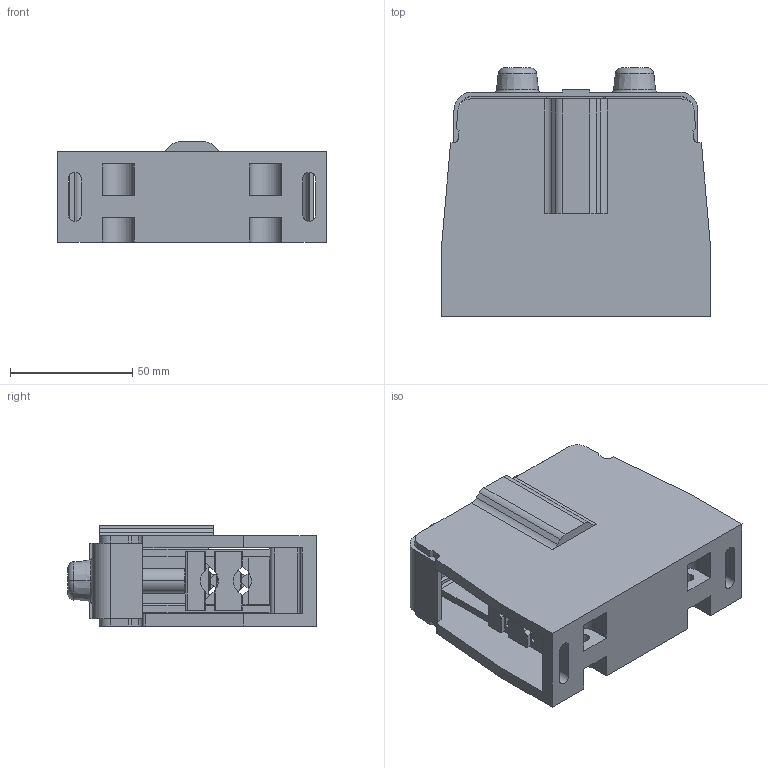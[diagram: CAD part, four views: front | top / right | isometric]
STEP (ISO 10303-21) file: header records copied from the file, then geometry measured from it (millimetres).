
FILE_DESCRIPTION((''),'2;1');
FILE_NAME('PRT0001','2024-03-12T',('dell'),(''),'PRO/ENGINEER BY PARAMETRIC TECHNOLOGY CORPORATION, 2013230','PRO/ENGINEER BY PARAMETRIC TECHNOLOGY CORPORATION, 2013230','');
FILE_SCHEMA(('AUTOMOTIVE_DESIGN { 1 0 10303 214 1 1 1 1 }'));
Length unit declared in the file: millimetre
Products named in the file (1): PRT0001
Bounding box: 110 x 101.8 x 41 mm (x, y, z)
Volume: 216991.3 mm3; surface area: 94839.2 mm2
Topology: 1 solids, 1 shells, 1018 faces, 3098 edges, 2032 vertices
Faces by surface type: plane 590, cylinder 400, torus 16, cone 12
Entity records: 35737 total; most frequent: CARTESIAN_POINT 8719, ORIENTED_EDGE 6196, DIRECTION 4830, EDGE_CURVE 3098, VECTOR 2106, LINE 2106, VERTEX_POINT 2032, AXIS2_PLACEMENT_3D 1362
